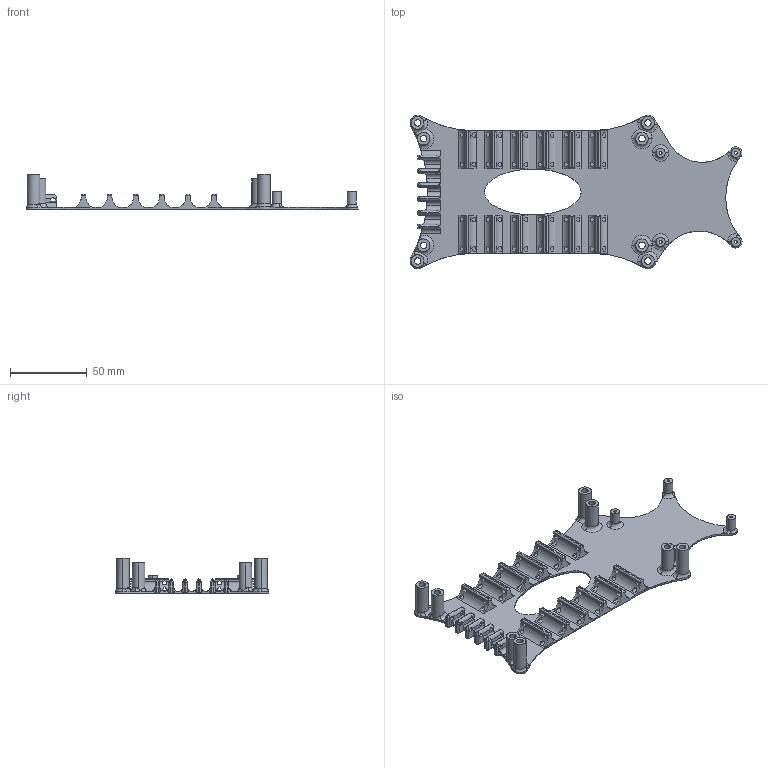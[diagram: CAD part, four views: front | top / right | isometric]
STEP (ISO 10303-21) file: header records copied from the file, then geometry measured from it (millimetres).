
FILE_DESCRIPTION (( 'STEP AP214' ), '1' );
FILE_NAME ('octopus_spider_and_pi_mount.STEP', '2021-08-07T10:48:58', ( '' ), ( '' ), 'SwSTEP 2.0', 'SolidWorks 2021', '' );
FILE_SCHEMA (( 'AUTOMOTIVE_DESIGN' ));
Length unit declared in the file: millimetre
Products named in the file (1): octopus_spider_and_pi_mount
Bounding box: 216.28 x 100 x 23 mm (x, y, z)
Volume: 41535.3 mm3; surface area: 44040.8 mm2
Topology: 1 solids, 1 shells, 745 faces, 2207 edges, 1381 vertices
Faces by surface type: plane 408, cylinder 209, cone 59, bspline 41, torus 28
Entity records: 29391 total; most frequent: CARTESIAN_POINT 10190, ORIENTED_EDGE 4390, DIRECTION 3751, EDGE_CURVE 2195, VERTEX_POINT 1381, AXIS2_PLACEMENT_3D 1274, LINE 1203, VECTOR 1203
